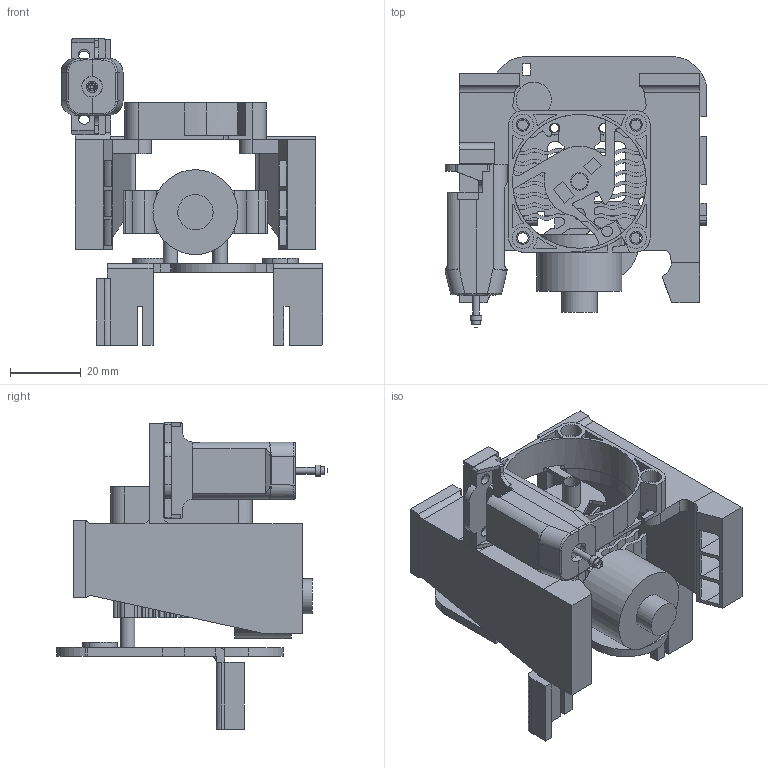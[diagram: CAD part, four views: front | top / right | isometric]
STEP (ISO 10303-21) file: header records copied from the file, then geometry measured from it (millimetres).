
FILE_DESCRIPTION(/* description */ (''),/* implementation_level */ '2;1');
FILE_NAME(/* name */ 'dual 5015 neo duct 5.step',/* time_stamp */ '2023-09-22T20:57:12+08:00',/* author */ (''),/* organization */ (''),/* preprocessor_version */ 'ST-DEVELOPER v20',/* originating_system */ 'Autodesk Translation Framework v12.14.0.127',/* authorisation */ '');
FILE_SCHEMA (('AUTOMOTIVE_DESIGN { 1 0 10303 214 3 1 1 }'));
Length unit declared in the file: millimetre
Products named in the file (3): Neo duct 5; HEAT BRAKE; X CARRIAGE
Assembly tree (2 placements, depth 2):
  Neo duct 5
    HEAT BRAKE
    X CARRIAGE
Bounding box: 74 x 76.52 x 86.74 mm (x, y, z)
Volume: 46126.5 mm3; surface area: 54691.7 mm2
Topology: 6 solids, 7 shells, 811 faces, 2270 edges, 1488 vertices
Faces by surface type: cylinder 388, plane 366, cone 41, bspline 9, sphere 7
Full cylindrical faces by diameter (mm): 1.9 x1, 2.4 x1, 3 x7, 3.2 x5, 3.6 x4, 4 x2, 4.5 x1, 5 x1, 5.8 x1, 6 x5, 8.7 x1, 10 x1, 24 x1, 37.9 x1
Entity records: 28429 total; most frequent: CARTESIAN_POINT 6616, DIRECTION 4723, ORIENTED_EDGE 4514, EDGE_CURVE 2264, AXIS2_PLACEMENT_3D 1708, VERTEX_POINT 1489, LINE 1307, VECTOR 1307
